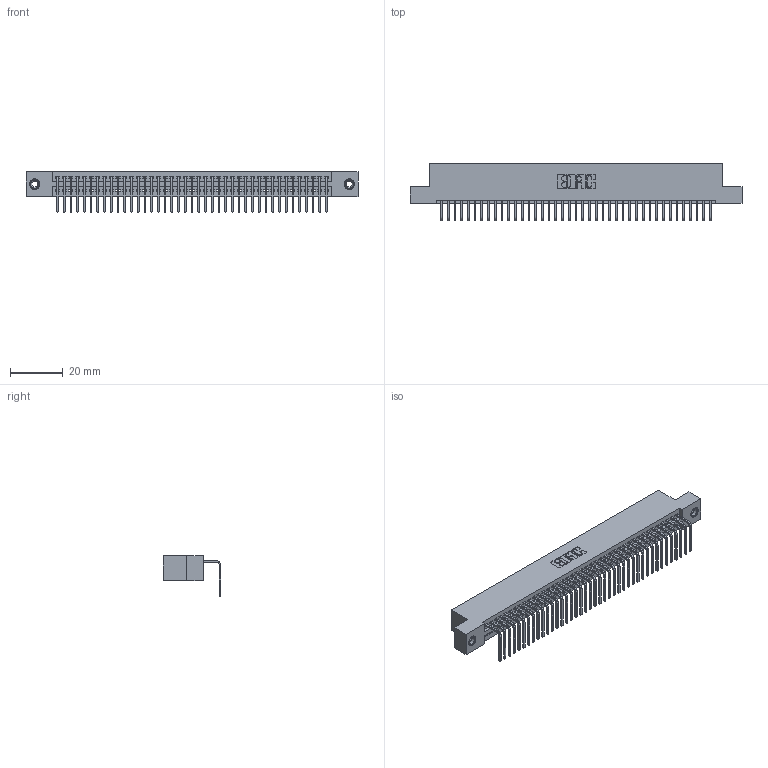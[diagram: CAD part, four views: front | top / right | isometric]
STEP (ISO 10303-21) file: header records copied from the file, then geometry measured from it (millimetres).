
FILE_DESCRIPTION (( 'STEP AP203' ), '1' );
FILE_NAME ('345-041-558-108.STEP', '2019-10-10T16:14:00', ( '' ), ( '' ), 'SwSTEP 2.0', 'SolidWorks 2016', '' );
FILE_SCHEMA (( 'CONFIG_CONTROL_DESIGN' ));
Length unit declared in the file: inch
Products named in the file (4): 345 Part_Flush Mounting Lugs - 0.156 Dia-TI; 345-292-001_558 Tail - 2; 345-250-001_345-250-003-102; 345-041-558-108
Assembly tree (44 placements, depth 2):
  345-041-558-108
    345 Part_Flush Mounting Lugs - 0.156 Dia-TI
    345-292-001_558 Tail - 2  x41
    345-250-001_345-250-003-102  x2
Bounding box: 125.35 x 21.83 x 15.37 mm (x, y, z)
Volume: 12027.7 mm3; surface area: 16791.9 mm2
Topology: 44 solids, 44 shells, 2646 faces, 7939 edges, 5230 vertices
Faces by surface type: plane 1834, cylinder 796, cone 12, torus 4
Entity records: 32262 total; most frequent: CARTESIAN_POINT 5570, ORIENTED_EDGE 5538, DIRECTION 4893, EDGE_CURVE 2769, VECTOR 2453, LINE 2453, VERTEX_POINT 1840, AXIS2_PLACEMENT_3D 1220
